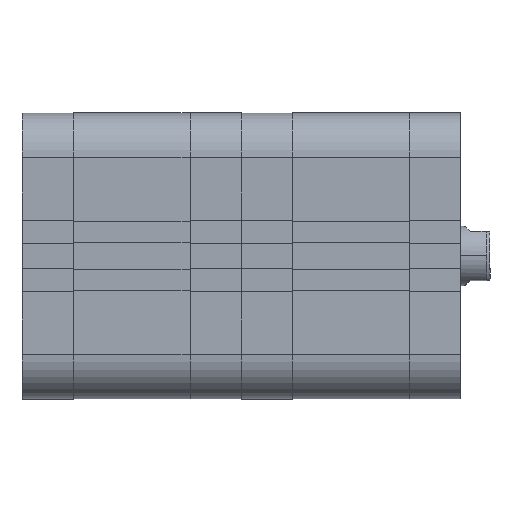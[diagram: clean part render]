
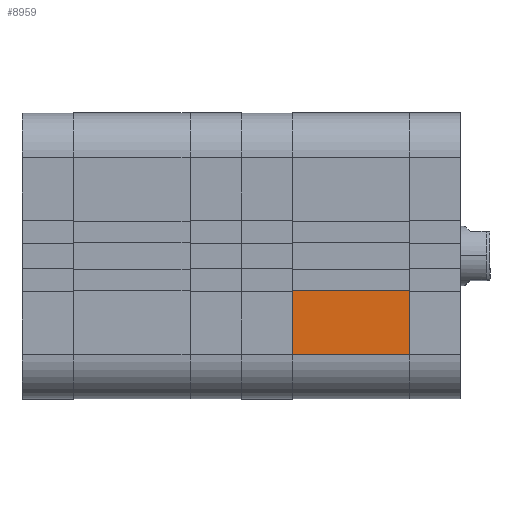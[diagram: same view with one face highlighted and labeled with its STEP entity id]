
A CAD part, front view. The second image highlights one B-rep face of the part: STEP entity #8959.
In plain terms, the highlighted planar face has unit normal (0, -1, 0).
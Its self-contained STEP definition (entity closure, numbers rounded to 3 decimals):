
#1434 = CARTESIAN_POINT ( 'NONE',  ( 0., -38.5, -9.3 ) ) ;
#4280 = FACE_OUTER_BOUND ( 'NONE', #21810, .T. ) ;
#6735 = VECTOR ( 'NONE', #24403, 1000. ) ;
#7560 = DIRECTION ( 'NONE',  ( 0., 1., 0. ) ) ;
#8488 = VERTEX_POINT ( 'NONE', #31805 ) ;
#8959 = ADVANCED_FACE ( 'NONE', ( #4280 ), #21131, .F. ) ;
#9375 = LINE ( 'NONE', #17339, #25324 ) ;
#9552 = CARTESIAN_POINT ( 'NONE',  ( 0., -38.5, -26.5 ) ) ;
#9720 = LINE ( 'NONE', #15507, #21006 ) ;
#10538 = ORIENTED_EDGE ( 'NONE', *, *, #29284, .T. ) ;
#11647 = ORIENTED_EDGE ( 'NONE', *, *, #20722, .T. ) ;
#12268 = VERTEX_POINT ( 'NONE', #9552 ) ;
#12366 = EDGE_CURVE ( 'NONE', #22056, #12268, #9720, .T. ) ;
#12546 = LINE ( 'NONE', #34762, #34032 ) ;
#12997 = DIRECTION ( 'NONE',  ( 0., 0., 1. ) ) ;
#15507 = CARTESIAN_POINT ( 'NONE',  ( 0., -38.5, -38.5 ) ) ;
#15709 = CARTESIAN_POINT ( 'NONE',  ( 31.5, -38.5, -38.5 ) ) ;
#16445 = CARTESIAN_POINT ( 'NONE',  ( 31.5, -38.5, -9.3 ) ) ;
#17339 = CARTESIAN_POINT ( 'NONE',  ( 31.501, -38.5, -9.3 ) ) ;
#19005 = AXIS2_PLACEMENT_3D ( 'NONE', #15709, #7560, #12997 ) ;
#19187 = ORIENTED_EDGE ( 'NONE', *, *, #12366, .T. ) ;
#20722 = EDGE_CURVE ( 'NONE', #12268, #8488, #12546, .T. ) ;
#21006 = VECTOR ( 'NONE', #27157, 1000. ) ;
#21131 = PLANE ( 'NONE',  #19005 ) ;
#21481 = LINE ( 'NONE', #26793, #6735 ) ;
#21810 = EDGE_LOOP ( 'NONE', ( #10538, #19187, #11647, #30266 ) ) ;
#22056 = VERTEX_POINT ( 'NONE', #1434 ) ;
#24403 = DIRECTION ( 'NONE',  ( 0., 0., -1. ) ) ;
#25324 = VECTOR ( 'NONE', #34640, 1000. ) ;
#26704 = VERTEX_POINT ( 'NONE', #16445 ) ;
#26793 = CARTESIAN_POINT ( 'NONE',  ( 31.5, -38.5, -38.5 ) ) ;
#27157 = DIRECTION ( 'NONE',  ( 0., 0., -1. ) ) ;
#27889 = EDGE_CURVE ( 'NONE', #26704, #8488, #21481, .T. ) ;
#29282 = DIRECTION ( 'NONE',  ( 1., 0., 0. ) ) ;
#29284 = EDGE_CURVE ( 'NONE', #26704, #22056, #9375, .T. ) ;
#30266 = ORIENTED_EDGE ( 'NONE', *, *, #27889, .F. ) ;
#31805 = CARTESIAN_POINT ( 'NONE',  ( 31.5, -38.5, -26.5 ) ) ;
#34032 = VECTOR ( 'NONE', #29282, 1000. ) ;
#34640 = DIRECTION ( 'NONE',  ( -1., 0., 0. ) ) ;
#34762 = CARTESIAN_POINT ( 'NONE',  ( 31.5, -38.5, -26.5 ) ) ;
